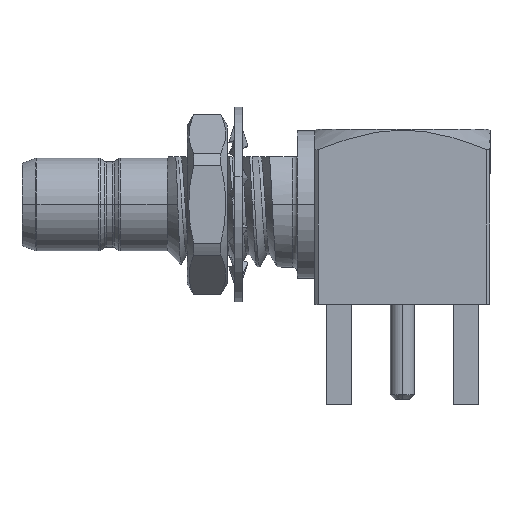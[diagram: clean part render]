
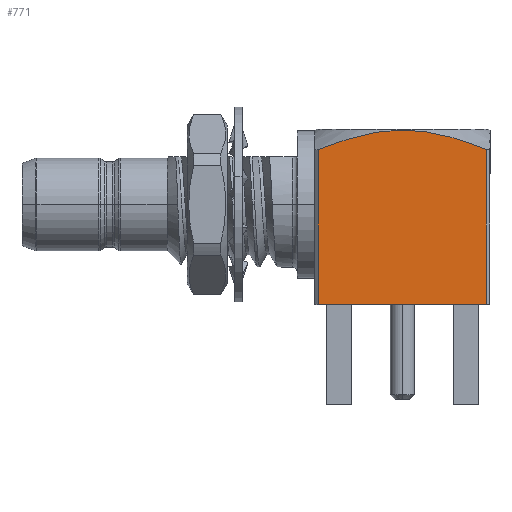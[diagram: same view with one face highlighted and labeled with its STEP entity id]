
A CAD part, top view. The second image highlights one B-rep face of the part: STEP entity #771.
In plain terms, the highlighted planar face has unit normal (0, 0, 1).
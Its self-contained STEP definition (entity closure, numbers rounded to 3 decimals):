
#112 = B_SPLINE_CURVE_WITH_KNOTS ( 'NONE', 3,
 ( #14728, #13632, #2246, #10200, #3391, #11349, #4543, #12519 ),
 .UNSPECIFIED., .F., .F.,
 ( 4, 2, 2, 4 ),
 ( 0.004, 0.006, 0.006, 0.007 ),
 .UNSPECIFIED. ) ;
#712 = CARTESIAN_POINT ( 'NONE',  ( 12.932, 2.601, 3.5 ) ) ;
#771 = ADVANCED_FACE ( 'NONE', ( #3598 ), #2219, .T. ) ;
#844 = ORIENTED_EDGE ( 'NONE', *, *, #6964, .T. ) ;
#864 = DIRECTION ( 'NONE',  ( 0., 1., 0. ) ) ;
#1016 = CARTESIAN_POINT ( 'NONE',  ( 11.843, 2.192, 3.5 ) ) ;
#1116 = CARTESIAN_POINT ( 'NONE',  ( 11.7, -8., 3.5 ) ) ;
#1201 = VERTEX_POINT ( 'NONE', #8417 ) ;
#1845 = CARTESIAN_POINT ( 'NONE',  ( 11.843, 2.192, 3.5 ) ) ;
#1954 = CARTESIAN_POINT ( 'NONE',  ( 18.557, 6.337, 3.5 ) ) ;
#2219 = PLANE ( 'NONE',  #14407 ) ;
#2246 = CARTESIAN_POINT ( 'NONE',  ( 17.472, 2.6, 3.5 ) ) ;
#2263 = DIRECTION ( 'NONE',  ( -1., 0., 0. ) ) ;
#2651 = VERTEX_POINT ( 'NONE', #1016 ) ;
#2666 = ORIENTED_EDGE ( 'NONE', *, *, #8589, .T. ) ;
#3008 = EDGE_LOOP ( 'NONE', ( #6705, #11944, #2666, #844, #11038 ) ) ;
#3163 = CARTESIAN_POINT ( 'NONE',  ( 11.843, 6.337, 3.5 ) ) ;
#3204 = VECTOR ( 'NONE', #14733, 1000. ) ;
#3391 = CARTESIAN_POINT ( 'NONE',  ( 16.353, 2.87, 3.5 ) ) ;
#3551 = EDGE_CURVE ( 'NONE', #2651, #1201, #8546, .T. ) ;
#3598 = FACE_OUTER_BOUND ( 'NONE', #3008, .T. ) ;
#3651 = VECTOR ( 'NONE', #864, 1000. ) ;
#4022 = VERTEX_POINT ( 'NONE', #12063 ) ;
#4543 = CARTESIAN_POINT ( 'NONE',  ( 15.489, 2.971, 3.5 ) ) ;
#5258 = CARTESIAN_POINT ( 'NONE',  ( 14.618, 2.971, 3.5 ) ) ;
#5371 = EDGE_CURVE ( 'NONE', #4022, #2651, #10220, .T. ) ;
#6427 = VERTEX_POINT ( 'NONE', #14701 ) ;
#6588 = LINE ( 'NONE', #13583, #3204 ) ;
#6682 = LINE ( 'NONE', #1954, #3651 ) ;
#6705 = ORIENTED_EDGE ( 'NONE', *, *, #3551, .T. ) ;
#6964 = EDGE_CURVE ( 'NONE', #6427, #4022, #112, .T. ) ;
#7012 = CARTESIAN_POINT ( 'NONE',  ( 18.557, -4., 3.5 ) ) ;
#7480 = VERTEX_POINT ( 'NONE', #7012 ) ;
#7523 = CARTESIAN_POINT ( 'NONE',  ( 14.05, 2.885, 3.5 ) ) ;
#8188 = VECTOR ( 'NONE', #11173, 1000. ) ;
#8417 = CARTESIAN_POINT ( 'NONE',  ( 11.843, -4., 3.5 ) ) ;
#8546 = LINE ( 'NONE', #3163, #8188 ) ;
#8589 = EDGE_CURVE ( 'NONE', #7480, #6427, #6682, .T. ) ;
#8654 = CARTESIAN_POINT ( 'NONE',  ( 12.38, 2.406, 3.5 ) ) ;
#9072 = DIRECTION ( 'NONE',  ( 0., 0., 1. ) ) ;
#10200 = CARTESIAN_POINT ( 'NONE',  ( 16.635, 2.813, 3.5 ) ) ;
#10220 = B_SPLINE_CURVE_WITH_KNOTS ( 'NONE', 3,
 ( #14376, #5258, #7523, #712, #8654, #1845 ),
 .UNSPECIFIED., .F., .F.,
 ( 4, 2, 4 ),
 ( 0.007, 0.009, 0.011 ),
 .UNSPECIFIED. ) ;
#11038 = ORIENTED_EDGE ( 'NONE', *, *, #5371, .T. ) ;
#11173 = DIRECTION ( 'NONE',  ( 0., -1., 0. ) ) ;
#11174 = EDGE_CURVE ( 'NONE', #1201, #7480, #6588, .T. ) ;
#11349 = CARTESIAN_POINT ( 'NONE',  ( 15.781, 2.95, 3.5 ) ) ;
#11944 = ORIENTED_EDGE ( 'NONE', *, *, #11174, .T. ) ;
#12063 = CARTESIAN_POINT ( 'NONE',  ( 15.2, 2.971, 3.5 ) ) ;
#12519 = CARTESIAN_POINT ( 'NONE',  ( 15.2, 2.971, 3.5 ) ) ;
#13583 = CARTESIAN_POINT ( 'NONE',  ( 11.7, -4., 3.5 ) ) ;
#13632 = CARTESIAN_POINT ( 'NONE',  ( 18.021, 2.406, 3.5 ) ) ;
#14376 = CARTESIAN_POINT ( 'NONE',  ( 15.2, 2.971, 3.5 ) ) ;
#14407 = AXIS2_PLACEMENT_3D ( 'NONE', #1116, #9072, #2263 ) ;
#14701 = CARTESIAN_POINT ( 'NONE',  ( 18.557, 2.192, 3.5 ) ) ;
#14728 = CARTESIAN_POINT ( 'NONE',  ( 18.557, 2.192, 3.5 ) ) ;
#14733 = DIRECTION ( 'NONE',  ( 1., 0., 0. ) ) ;
